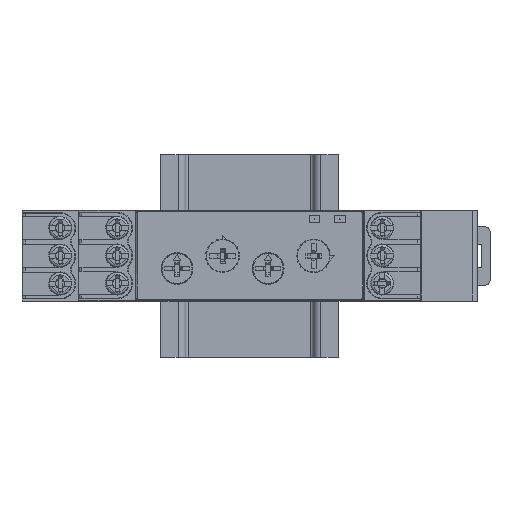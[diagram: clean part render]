
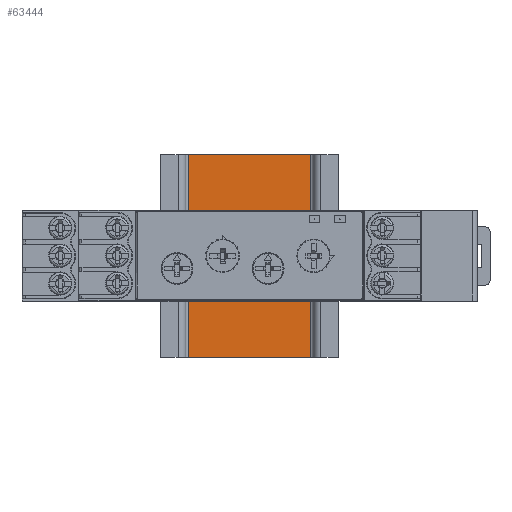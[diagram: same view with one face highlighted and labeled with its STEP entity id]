
A CAD part, top view. The second image highlights one B-rep face of the part: STEP entity #63444.
In plain terms, the highlighted planar face has unit normal (0, 0, 1).
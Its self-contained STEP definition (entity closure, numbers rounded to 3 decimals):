
#4216=PLANE('',#70948);
#5725=CIRCLE('',#70911,0.1);
#10988=LINE('',#111877,#16801);
#11020=LINE('',#111961,#16833);
#11021=LINE('',#111963,#16834);
#11025=LINE('',#111973,#16838);
#16801=VECTOR('',#85809,1000.);
#16833=VECTOR('',#85893,1000.);
#16834=VECTOR('',#85896,1000.);
#16838=VECTOR('',#85908,1000.);
#33594=ORIENTED_EDGE('',*,*,#44013,.T.);
#33595=ORIENTED_EDGE('',*,*,#44055,.T.);
#33596=ORIENTED_EDGE('',*,*,#44061,.F.);
#33597=ORIENTED_EDGE('',*,*,#44056,.T.);
#33598=ORIENTED_EDGE('',*,*,#44001,.T.);
#44001=EDGE_CURVE('',#50284,#50284,#5725,.T.);
#44013=EDGE_CURVE('',#50297,#50296,#10988,.T.);
#44055=EDGE_CURVE('',#50296,#50322,#11020,.T.);
#44056=EDGE_CURVE('',#50323,#50297,#11021,.T.);
#44061=EDGE_CURVE('',#50323,#50322,#11025,.T.);
#50284=VERTEX_POINT('',#111852);
#50296=VERTEX_POINT('',#111876);
#50297=VERTEX_POINT('',#111878);
#50322=VERTEX_POINT('',#111960);
#50323=VERTEX_POINT('',#111964);
#54896=EDGE_LOOP('',(#33594,#33595,#33596,#33597));
#54897=EDGE_LOOP('',(#33598));
#58891=FACE_BOUND('',#54896,.T.);
#58892=FACE_BOUND('',#54897,.T.);
#63444=ADVANCED_FACE('',(#58891,#58892),#4216,.F.);
#70911=AXIS2_PLACEMENT_3D('',#111851,#85789,#85790);
#70948=AXIS2_PLACEMENT_3D('',#111972,#85906,#85907);
#85789=DIRECTION('',(0.,0.,-1.));
#85790=DIRECTION('',(0.,-1.,0.));
#85809=DIRECTION('',(-1.,0.,0.));
#85893=DIRECTION('',(0.,-1.,0.));
#85896=DIRECTION('',(0.,1.,0.));
#85906=DIRECTION('',(0.,0.,-1.));
#85907=DIRECTION('',(1.,0.,0.));
#85908=DIRECTION('',(-1.,0.,0.));
#111851=CARTESIAN_POINT('',(-1.707,10.15,-23.676));
#111852=CARTESIAN_POINT('',(-1.707,10.05,-23.676));
#111876=CARTESIAN_POINT('',(-13.807,30.15,-23.676));
#111877=CARTESIAN_POINT('',(-13.457,30.15,-23.676));
#111878=CARTESIAN_POINT('',(10.393,30.15,-23.676));
#111960=CARTESIAN_POINT('',(-13.807,-9.85,-23.676));
#111961=CARTESIAN_POINT('',(-13.807,-39.85,-23.676));
#111963=CARTESIAN_POINT('',(10.393,-39.85,-23.676));
#111964=CARTESIAN_POINT('',(10.393,-9.85,-23.676));
#111972=CARTESIAN_POINT('',(-13.457,-39.85,-23.676));
#111973=CARTESIAN_POINT('',(10.043,-9.85,-23.676));
